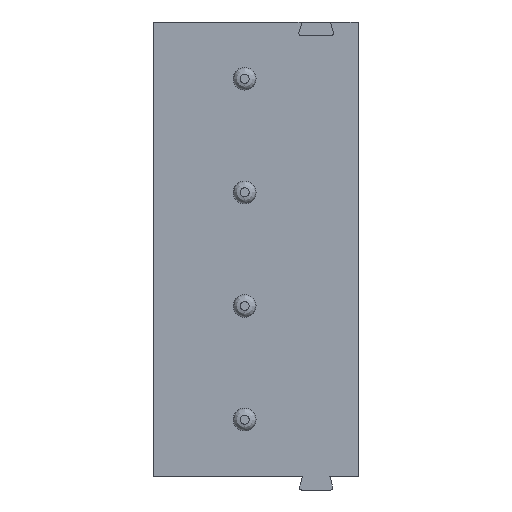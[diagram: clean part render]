
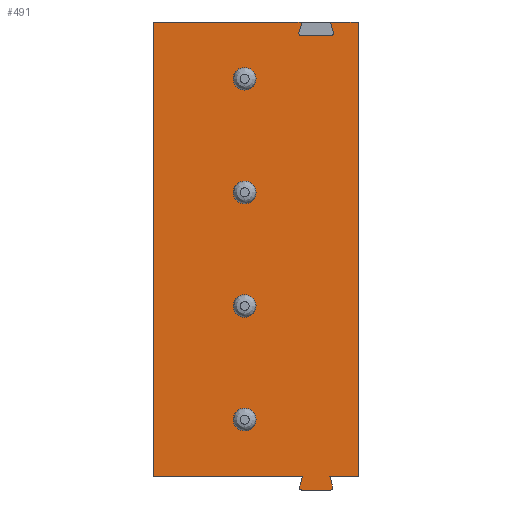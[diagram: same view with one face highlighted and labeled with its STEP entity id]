
A CAD part, front view. The second image highlights one B-rep face of the part: STEP entity #491.
In plain terms, the highlighted planar face has unit normal (0, -1, 0).
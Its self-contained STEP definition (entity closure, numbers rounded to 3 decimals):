
#190=FACE_BOUND('',#2901,.T.);
#191=FACE_BOUND('',#2902,.T.);
#192=FACE_BOUND('',#2903,.T.);
#193=FACE_BOUND('',#2904,.T.);
#194=FACE_BOUND('',#2905,.T.);
#359=CIRCLE('',#16585,0.1);
#360=CIRCLE('',#16588,0.1);
#361=CIRCLE('',#16591,0.5);
#362=CIRCLE('',#16595,0.1);
#363=CIRCLE('',#16596,0.1);
#364=CIRCLE('',#16597,0.5);
#365=CIRCLE('',#16598,0.5);
#366=CIRCLE('',#16599,0.5);
#491=ADVANCED_FACE('',(#190,#191,#192,#193,#194),#1311,.T.);
#1311=PLANE('',#16600);
#2901=EDGE_LOOP('',(#3909));
#2902=EDGE_LOOP('',(#3910,#3911,#3912,#3913,#3914,#3915,#3916,#3917,#3918,
#3919,#3920,#3921,#3922,#3923,#3924,#3925));
#2903=EDGE_LOOP('',(#3926));
#2904=EDGE_LOOP('',(#3927));
#2905=EDGE_LOOP('',(#3928));
#3909=ORIENTED_EDGE('',*,*,#9989,.T.);
#3910=ORIENTED_EDGE('',*,*,#10000,.T.);
#3911=ORIENTED_EDGE('',*,*,#10001,.F.);
#3912=ORIENTED_EDGE('',*,*,#10002,.F.);
#3913=ORIENTED_EDGE('',*,*,#10003,.F.);
#3914=ORIENTED_EDGE('',*,*,#10004,.F.);
#3915=ORIENTED_EDGE('',*,*,#10005,.F.);
#3916=ORIENTED_EDGE('',*,*,#10006,.F.);
#3917=ORIENTED_EDGE('',*,*,#10007,.F.);
#3918=ORIENTED_EDGE('',*,*,#10008,.F.);
#3919=ORIENTED_EDGE('',*,*,#9992,.T.);
#3920=ORIENTED_EDGE('',*,*,#9987,.T.);
#3921=ORIENTED_EDGE('',*,*,#9986,.T.);
#3922=ORIENTED_EDGE('',*,*,#9984,.T.);
#3923=ORIENTED_EDGE('',*,*,#9982,.T.);
#3924=ORIENTED_EDGE('',*,*,#9978,.T.);
#3925=ORIENTED_EDGE('',*,*,#9991,.T.);
#3926=ORIENTED_EDGE('',*,*,#10009,.T.);
#3927=ORIENTED_EDGE('',*,*,#10010,.T.);
#3928=ORIENTED_EDGE('',*,*,#10011,.T.);
#8418=VERTEX_POINT('',#21814);
#8419=VERTEX_POINT('',#21815);
#8420=VERTEX_POINT('',#21820);
#8421=VERTEX_POINT('',#21824);
#8422=VERTEX_POINT('',#21828);
#8423=VERTEX_POINT('',#21832);
#8424=VERTEX_POINT('',#21836);
#8425=VERTEX_POINT('',#21839);
#8427=VERTEX_POINT('',#21843);
#8433=VERTEX_POINT('',#21859);
#8434=VERTEX_POINT('',#21861);
#8435=VERTEX_POINT('',#21863);
#8436=VERTEX_POINT('',#21865);
#8437=VERTEX_POINT('',#21867);
#8438=VERTEX_POINT('',#21869);
#8439=VERTEX_POINT('',#21871);
#8440=VERTEX_POINT('',#21873);
#8441=VERTEX_POINT('',#21876);
#8442=VERTEX_POINT('',#21878);
#8443=VERTEX_POINT('',#21880);
#9978=EDGE_CURVE('',#8418,#8419,#12250,.T.);
#9982=EDGE_CURVE('',#8420,#8418,#359,.T.);
#9984=EDGE_CURVE('',#8421,#8420,#12255,.T.);
#9986=EDGE_CURVE('',#8422,#8421,#360,.T.);
#9987=EDGE_CURVE('',#8423,#8422,#12257,.T.);
#9989=EDGE_CURVE('',#8424,#8424,#361,.T.);
#9991=EDGE_CURVE('',#8419,#8425,#12260,.T.);
#9992=EDGE_CURVE('',#8427,#8423,#12261,.T.);
#10000=EDGE_CURVE('',#8425,#8433,#12269,.T.);
#10001=EDGE_CURVE('',#8434,#8433,#12270,.T.);
#10002=EDGE_CURVE('',#8435,#8434,#12271,.T.);
#10003=EDGE_CURVE('',#8436,#8435,#362,.T.);
#10004=EDGE_CURVE('',#8437,#8436,#12272,.T.);
#10005=EDGE_CURVE('',#8438,#8437,#363,.T.);
#10006=EDGE_CURVE('',#8439,#8438,#12273,.T.);
#10007=EDGE_CURVE('',#8440,#8439,#12274,.T.);
#10008=EDGE_CURVE('',#8427,#8440,#12275,.T.);
#10009=EDGE_CURVE('',#8441,#8441,#364,.T.);
#10010=EDGE_CURVE('',#8442,#8442,#365,.T.);
#10011=EDGE_CURVE('',#8443,#8443,#366,.T.);
#12250=LINE('',#21813,#14404);
#12255=LINE('',#21825,#14409);
#12257=LINE('',#21831,#14411);
#12260=LINE('',#21841,#14414);
#12261=LINE('',#21842,#14415);
#12269=LINE('',#21858,#14423);
#12270=LINE('',#21860,#14424);
#12271=LINE('',#21862,#14425);
#12272=LINE('',#21866,#14426);
#12273=LINE('',#21870,#14427);
#12274=LINE('',#21872,#14428);
#12275=LINE('',#21874,#14429);
#14404=VECTOR('',#17633,1.);
#14409=VECTOR('',#17644,1.);
#14411=VECTOR('',#17652,1.);
#14414=VECTOR('',#17661,1.);
#14415=VECTOR('',#17662,1.);
#14423=VECTOR('',#17674,1.);
#14424=VECTOR('',#17675,1.);
#14425=VECTOR('',#17676,1.);
#14426=VECTOR('',#17679,1.);
#14427=VECTOR('',#17682,1.);
#14428=VECTOR('',#17683,1.);
#14429=VECTOR('',#17684,1.);
#16585=AXIS2_PLACEMENT_3D('',#21821,#17639,#17640);
#16588=AXIS2_PLACEMENT_3D('',#21829,#17648,#17649);
#16591=AXIS2_PLACEMENT_3D('',#21835,#17656,#17657);
#16595=AXIS2_PLACEMENT_3D('',#21864,#17677,#17678);
#16596=AXIS2_PLACEMENT_3D('',#21868,#17680,#17681);
#16597=AXIS2_PLACEMENT_3D('',#21875,#17685,#17686);
#16598=AXIS2_PLACEMENT_3D('',#21877,#17687,#17688);
#16599=AXIS2_PLACEMENT_3D('',#21879,#17689,#17690);
#16600=AXIS2_PLACEMENT_3D('',#21881,#17691,#17692);
#17633=DIRECTION('',(-0.276,0.,0.961));
#17639=DIRECTION('',(0.,-1.,0.));
#17640=DIRECTION('',(0.,0.,-1.));
#17644=DIRECTION('',(1.,0.,0.));
#17648=DIRECTION('',(0.,-1.,0.));
#17649=DIRECTION('',(-0.961,0.,0.276));
#17652=DIRECTION('',(-0.276,0.,-0.961));
#17656=DIRECTION('',(0.,1.,0.));
#17657=DIRECTION('',(0.,0.,-1.));
#17661=DIRECTION('',(1.,0.,0.));
#17662=DIRECTION('',(1.,0.,0.));
#17674=DIRECTION('',(0.,0.,1.));
#17675=DIRECTION('',(1.,0.,0.));
#17676=DIRECTION('',(-0.276,0.,0.961));
#17677=DIRECTION('',(0.,-1.,0.));
#17678=DIRECTION('',(0.,0.,-1.));
#17679=DIRECTION('',(1.,0.,0.));
#17680=DIRECTION('',(0.,-1.,0.));
#17681=DIRECTION('',(0.,0.,-1.));
#17682=DIRECTION('',(-0.276,0.,-0.961));
#17683=DIRECTION('',(1.,0.,0.));
#17684=DIRECTION('',(0.,0.,1.));
#17685=DIRECTION('',(0.,1.,0.));
#17686=DIRECTION('',(0.,0.,-1.));
#17687=DIRECTION('',(0.,1.,0.));
#17688=DIRECTION('',(0.,0.,-1.));
#17689=DIRECTION('',(0.,1.,0.));
#17690=DIRECTION('',(0.,0.,-1.));
#17691=DIRECTION('',(0.,-1.,0.));
#17692=DIRECTION('',(-1.,0.,0.));
#21813=CARTESIAN_POINT('',(7.885,0.,31.028));
#21814=CARTESIAN_POINT('',(7.885,0.,31.028));
#21815=CARTESIAN_POINT('',(7.75,0.,31.5));
#21820=CARTESIAN_POINT('',(7.789,0.,30.9));
#21821=CARTESIAN_POINT('',(7.789,0.,31.));
#21824=CARTESIAN_POINT('',(6.511,0.,30.9));
#21825=CARTESIAN_POINT('',(6.511,0.,30.9));
#21828=CARTESIAN_POINT('',(6.415,0.,31.028));
#21829=CARTESIAN_POINT('',(6.511,0.,31.));
#21831=CARTESIAN_POINT('',(6.55,0.,31.5));
#21832=CARTESIAN_POINT('',(6.55,0.,31.5));
#21835=CARTESIAN_POINT('',(4.,0.,34.));
#21836=CARTESIAN_POINT('',(4.,0.,33.5));
#21839=CARTESIAN_POINT('',(9.,0.,31.5));
#21841=CARTESIAN_POINT('',(7.75,0.,31.5));
#21842=CARTESIAN_POINT('',(0.,0.,31.5));
#21843=CARTESIAN_POINT('',(0.,0.,31.5));
#21858=CARTESIAN_POINT('',(9.,0.,31.5));
#21859=CARTESIAN_POINT('',(9.,0.,51.5));
#21860=CARTESIAN_POINT('',(7.775,0.,51.5));
#21861=CARTESIAN_POINT('',(7.775,0.,51.5));
#21862=CARTESIAN_POINT('',(7.91,0.,51.028));
#21863=CARTESIAN_POINT('',(7.91,0.,51.028));
#21864=CARTESIAN_POINT('',(7.814,0.,51.));
#21865=CARTESIAN_POINT('',(7.814,0.,50.9));
#21866=CARTESIAN_POINT('',(0.,0.,50.9));
#21867=CARTESIAN_POINT('',(6.486,0.,50.9));
#21868=CARTESIAN_POINT('',(6.486,0.,51.));
#21869=CARTESIAN_POINT('',(6.39,0.,51.028));
#21870=CARTESIAN_POINT('',(6.525,0.,51.5));
#21871=CARTESIAN_POINT('',(6.525,0.,51.5));
#21872=CARTESIAN_POINT('',(0.,0.,51.5));
#21873=CARTESIAN_POINT('',(0.,0.,51.5));
#21874=CARTESIAN_POINT('',(0.,0.,31.5));
#21875=CARTESIAN_POINT('',(4.,0.,39.));
#21876=CARTESIAN_POINT('',(4.,0.,38.5));
#21877=CARTESIAN_POINT('',(4.,0.,44.));
#21878=CARTESIAN_POINT('',(4.,0.,43.5));
#21879=CARTESIAN_POINT('',(4.,0.,49.));
#21880=CARTESIAN_POINT('',(4.,0.,48.5));
#21881=CARTESIAN_POINT('',(0.,0.,31.5));
